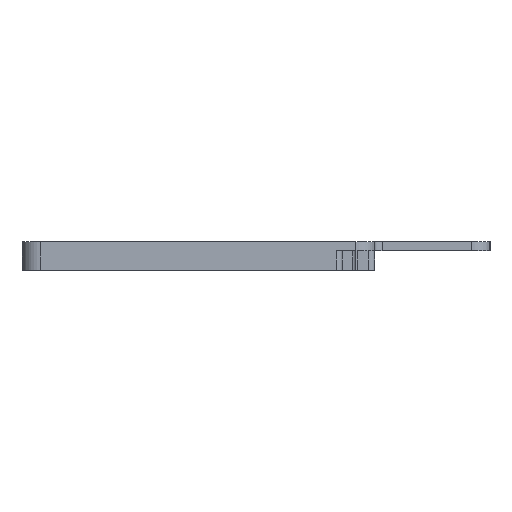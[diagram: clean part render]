
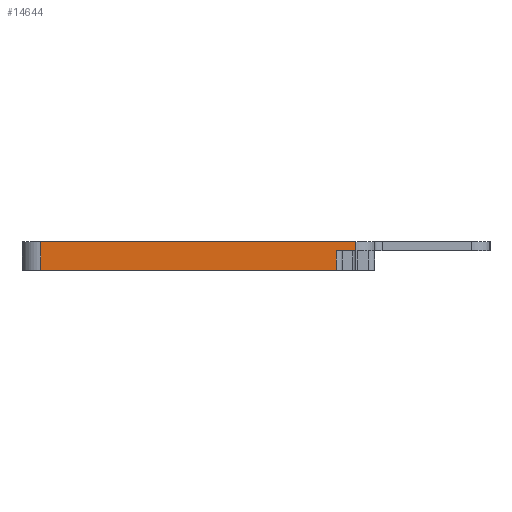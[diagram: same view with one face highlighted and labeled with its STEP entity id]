
A CAD part, left-side view. The second image highlights one B-rep face of the part: STEP entity #14644.
In plain terms, the highlighted planar face has unit normal (-1, 0, 0).
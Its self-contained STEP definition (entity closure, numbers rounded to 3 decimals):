
#263=PLANE('',#16051);
#843=FACE_OUTER_BOUND('',#1623,.T.);
#1623=EDGE_LOOP('',(#12011,#12012,#12013,#12014,#12015,#12016));
#2724=LINE('',#23777,#4096);
#2881=LINE('',#24297,#4253);
#2900=LINE('',#24352,#4272);
#2901=LINE('',#24354,#4273);
#2902=LINE('',#24356,#4274);
#2903=LINE('',#24357,#4275);
#4096=VECTOR('',#19194,10.);
#4253=VECTOR('',#19643,10.);
#4272=VECTOR('',#19706,10.);
#4273=VECTOR('',#19707,10.);
#4274=VECTOR('',#19708,10.);
#4275=VECTOR('',#19709,10.);
#6491=VERTEX_POINT('',#23774);
#6492=VERTEX_POINT('',#23776);
#6709=VERTEX_POINT('',#24295);
#6723=VERTEX_POINT('',#24351);
#6724=VERTEX_POINT('',#24353);
#6725=VERTEX_POINT('',#24355);
#8339=EDGE_CURVE('',#6491,#6492,#2724,.T.);
#8629=EDGE_CURVE('',#6709,#6491,#2881,.T.);
#8656=EDGE_CURVE('',#6709,#6723,#2900,.T.);
#8657=EDGE_CURVE('',#6723,#6724,#2901,.T.);
#8658=EDGE_CURVE('',#6725,#6724,#2902,.T.);
#8659=EDGE_CURVE('',#6492,#6725,#2903,.T.);
#12011=ORIENTED_EDGE('',*,*,#8656,.T.);
#12012=ORIENTED_EDGE('',*,*,#8657,.T.);
#12013=ORIENTED_EDGE('',*,*,#8658,.F.);
#12014=ORIENTED_EDGE('',*,*,#8659,.F.);
#12015=ORIENTED_EDGE('',*,*,#8339,.F.);
#12016=ORIENTED_EDGE('',*,*,#8629,.F.);
#14644=ADVANCED_FACE('',(#843),#263,.T.);
#16051=AXIS2_PLACEMENT_3D('',#24350,#19704,#19705);
#19194=DIRECTION('',(0.,1.,0.));
#19643=DIRECTION('',(0.,0.,-1.));
#19704=DIRECTION('center_axis',(-1.,0.,0.));
#19705=DIRECTION('ref_axis',(0.,-1.,0.));
#19706=DIRECTION('',(0.,-1.,0.));
#19707=DIRECTION('',(0.,0.,1.));
#19708=DIRECTION('',(0.,-1.,0.));
#19709=DIRECTION('',(0.,0.,1.));
#23774=CARTESIAN_POINT('',(-105.363,-22.343,0.));
#23776=CARTESIAN_POINT('',(-105.363,26.466,0.));
#23777=CARTESIAN_POINT('',(-105.363,-25.634,0.));
#24295=CARTESIAN_POINT('',(-105.363,-22.343,3.25));
#24297=CARTESIAN_POINT('',(-105.363,-22.343,0.));
#24350=CARTESIAN_POINT('Origin',(-105.363,26.466,0.));
#24351=CARTESIAN_POINT('',(-105.363,-25.634,3.25));
#24352=CARTESIAN_POINT('',(-105.363,0.286,3.25));
#24353=CARTESIAN_POINT('',(-105.363,-25.634,4.75));
#24354=CARTESIAN_POINT('',(-105.363,-25.634,0.));
#24355=CARTESIAN_POINT('',(-105.363,26.466,4.75));
#24356=CARTESIAN_POINT('',(-105.363,-25.634,4.75));
#24357=CARTESIAN_POINT('',(-105.363,26.466,0.));
